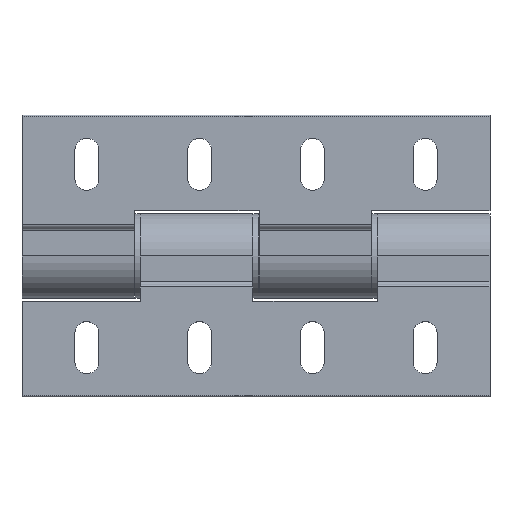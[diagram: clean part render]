
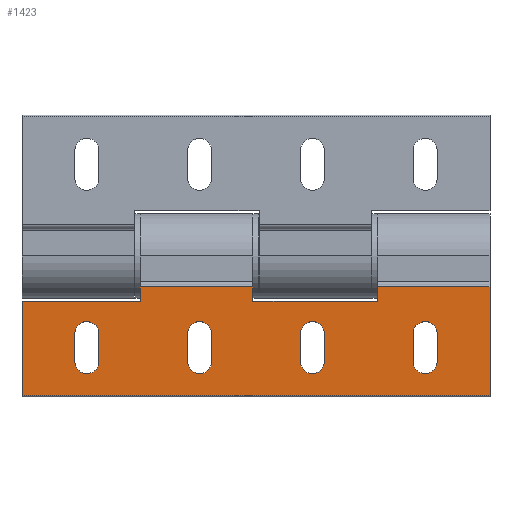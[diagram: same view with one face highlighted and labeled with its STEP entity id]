
A CAD part, top view. The second image highlights one B-rep face of the part: STEP entity #1423.
In plain terms, the highlighted face is planar.
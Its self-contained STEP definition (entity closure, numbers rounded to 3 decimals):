
#72=LINE('',#2150,#177);
#76=LINE('',#2165,#181);
#79=LINE('',#2174,#184);
#80=LINE('',#2178,#185);
#81=LINE('',#2180,#186);
#82=LINE('',#2182,#187);
#83=LINE('',#2184,#188);
#84=LINE('',#2186,#189);
#85=LINE('',#2188,#190);
#86=LINE('',#2189,#191);
#87=LINE('',#2194,#192);
#88=LINE('',#2197,#193);
#89=LINE('',#2202,#194);
#90=LINE('',#2205,#195);
#91=LINE('',#2210,#196);
#92=LINE('',#2213,#197);
#93=LINE('',#2218,#198);
#94=LINE('',#2221,#199);
#177=VECTOR('',#1712,5.);
#181=VECTOR('',#1726,42.);
#184=VECTOR('',#1735,39.9);
#185=VECTOR('',#1740,33.5);
#186=VECTOR('',#1741,166.);
#187=VECTOR('',#1742,38.5);
#188=VECTOR('',#1743,39.9);
#189=VECTOR('',#1744,5.);
#190=VECTOR('',#1745,44.2);
#191=VECTOR('',#1746,5.);
#192=VECTOR('',#1749,10.);
#193=VECTOR('',#1752,10.);
#194=VECTOR('',#1755,10.);
#195=VECTOR('',#1758,10.);
#196=VECTOR('',#1761,10.);
#197=VECTOR('',#1764,10.);
#198=VECTOR('',#1767,10.);
#199=VECTOR('',#1770,10.);
#343=FACE_BOUND('',#469,.T.);
#344=FACE_BOUND('',#470,.T.);
#345=FACE_BOUND('',#471,.T.);
#346=FACE_BOUND('',#472,.T.);
#381=FACE_OUTER_BOUND('',#468,.T.);
#468=EDGE_LOOP('',(#971,#972,#973,#974,#975,#976,#977,#978,#979,#980));
#469=EDGE_LOOP('',(#981,#982,#983,#984));
#470=EDGE_LOOP('',(#985,#986,#987,#988));
#471=EDGE_LOOP('',(#989,#990,#991,#992));
#472=EDGE_LOOP('',(#993,#994,#995,#996));
#568=CIRCLE('',#1524,4.25);
#569=CIRCLE('',#1525,4.25);
#570=CIRCLE('',#1526,4.25);
#571=CIRCLE('',#1527,4.25);
#572=CIRCLE('',#1528,4.25);
#573=CIRCLE('',#1529,4.25);
#574=CIRCLE('',#1530,4.25);
#575=CIRCLE('',#1531,4.25);
#635=VERTEX_POINT('',#2147);
#636=VERTEX_POINT('',#2149);
#642=VERTEX_POINT('',#2163);
#645=VERTEX_POINT('',#2173);
#646=VERTEX_POINT('',#2177);
#647=VERTEX_POINT('',#2179);
#648=VERTEX_POINT('',#2181);
#649=VERTEX_POINT('',#2183);
#650=VERTEX_POINT('',#2185);
#651=VERTEX_POINT('',#2187);
#652=VERTEX_POINT('',#2190);
#653=VERTEX_POINT('',#2191);
#654=VERTEX_POINT('',#2193);
#655=VERTEX_POINT('',#2195);
#656=VERTEX_POINT('',#2198);
#657=VERTEX_POINT('',#2199);
#658=VERTEX_POINT('',#2201);
#659=VERTEX_POINT('',#2203);
#660=VERTEX_POINT('',#2206);
#661=VERTEX_POINT('',#2207);
#662=VERTEX_POINT('',#2209);
#663=VERTEX_POINT('',#2211);
#664=VERTEX_POINT('',#2214);
#665=VERTEX_POINT('',#2215);
#666=VERTEX_POINT('',#2217);
#667=VERTEX_POINT('',#2219);
#762=EDGE_CURVE('',#636,#635,#72,.T.);
#770=EDGE_CURVE('',#635,#642,#76,.T.);
#774=EDGE_CURVE('',#645,#636,#79,.T.);
#776=EDGE_CURVE('',#642,#646,#80,.T.);
#777=EDGE_CURVE('',#647,#646,#81,.T.);
#778=EDGE_CURVE('',#647,#648,#82,.T.);
#779=EDGE_CURVE('',#648,#649,#83,.T.);
#780=EDGE_CURVE('',#649,#650,#84,.T.);
#781=EDGE_CURVE('',#650,#651,#85,.T.);
#782=EDGE_CURVE('',#651,#645,#86,.T.);
#783=EDGE_CURVE('',#652,#653,#568,.T.);
#784=EDGE_CURVE('',#653,#654,#87,.T.);
#785=EDGE_CURVE('',#654,#655,#569,.T.);
#786=EDGE_CURVE('',#655,#652,#88,.T.);
#787=EDGE_CURVE('',#656,#657,#570,.T.);
#788=EDGE_CURVE('',#657,#658,#89,.T.);
#789=EDGE_CURVE('',#658,#659,#571,.T.);
#790=EDGE_CURVE('',#659,#656,#90,.T.);
#791=EDGE_CURVE('',#660,#661,#572,.T.);
#792=EDGE_CURVE('',#661,#662,#91,.T.);
#793=EDGE_CURVE('',#662,#663,#573,.T.);
#794=EDGE_CURVE('',#663,#660,#92,.T.);
#795=EDGE_CURVE('',#664,#665,#574,.T.);
#796=EDGE_CURVE('',#665,#666,#93,.T.);
#797=EDGE_CURVE('',#666,#667,#575,.T.);
#798=EDGE_CURVE('',#667,#664,#94,.T.);
#971=ORIENTED_EDGE('',*,*,#762,.T.);
#972=ORIENTED_EDGE('',*,*,#770,.T.);
#973=ORIENTED_EDGE('',*,*,#776,.T.);
#974=ORIENTED_EDGE('',*,*,#777,.F.);
#975=ORIENTED_EDGE('',*,*,#778,.T.);
#976=ORIENTED_EDGE('',*,*,#779,.T.);
#977=ORIENTED_EDGE('',*,*,#780,.T.);
#978=ORIENTED_EDGE('',*,*,#781,.T.);
#979=ORIENTED_EDGE('',*,*,#782,.T.);
#980=ORIENTED_EDGE('',*,*,#774,.T.);
#981=ORIENTED_EDGE('',*,*,#783,.T.);
#982=ORIENTED_EDGE('',*,*,#784,.T.);
#983=ORIENTED_EDGE('',*,*,#785,.T.);
#984=ORIENTED_EDGE('',*,*,#786,.T.);
#985=ORIENTED_EDGE('',*,*,#787,.T.);
#986=ORIENTED_EDGE('',*,*,#788,.T.);
#987=ORIENTED_EDGE('',*,*,#789,.T.);
#988=ORIENTED_EDGE('',*,*,#790,.T.);
#989=ORIENTED_EDGE('',*,*,#791,.T.);
#990=ORIENTED_EDGE('',*,*,#792,.T.);
#991=ORIENTED_EDGE('',*,*,#793,.T.);
#992=ORIENTED_EDGE('',*,*,#794,.T.);
#993=ORIENTED_EDGE('',*,*,#795,.T.);
#994=ORIENTED_EDGE('',*,*,#796,.T.);
#995=ORIENTED_EDGE('',*,*,#797,.T.);
#996=ORIENTED_EDGE('',*,*,#798,.T.);
#1297=PLANE('',#1523);
#1423=ADVANCED_FACE('',(#381,#343,#344,#345,#346),#1297,.T.);
#1523=AXIS2_PLACEMENT_3D('',#2176,#1738,#1739);
#1524=AXIS2_PLACEMENT_3D('',#2192,#1747,#1748);
#1525=AXIS2_PLACEMENT_3D('',#2196,#1750,#1751);
#1526=AXIS2_PLACEMENT_3D('',#2200,#1753,#1754);
#1527=AXIS2_PLACEMENT_3D('',#2204,#1756,#1757);
#1528=AXIS2_PLACEMENT_3D('',#2208,#1759,#1760);
#1529=AXIS2_PLACEMENT_3D('',#2212,#1762,#1763);
#1530=AXIS2_PLACEMENT_3D('',#2216,#1765,#1766);
#1531=AXIS2_PLACEMENT_3D('',#2220,#1768,#1769);
#1712=DIRECTION('',(1.,0.,0.));
#1726=DIRECTION('',(0.,0.,-1.));
#1735=DIRECTION('',(0.,0.,-1.));
#1738=DIRECTION('center_axis',(0.,-1.,0.));
#1739=DIRECTION('ref_axis',(0.,0.,-1.));
#1740=DIRECTION('',(1.,0.,0.));
#1741=DIRECTION('',(0.,0.,-1.));
#1742=DIRECTION('',(-1.,0.,0.));
#1743=DIRECTION('',(0.,0.,-1.));
#1744=DIRECTION('',(1.,0.,0.));
#1745=DIRECTION('',(0.,0.,-1.));
#1746=DIRECTION('',(-1.,0.,0.));
#1747=DIRECTION('center_axis',(0.,1.,0.));
#1748=DIRECTION('ref_axis',(1.,0.,0.));
#1749=DIRECTION('',(1.,0.,0.));
#1750=DIRECTION('center_axis',(0.,1.,0.));
#1751=DIRECTION('ref_axis',(1.,0.,0.));
#1752=DIRECTION('',(-1.,0.,0.));
#1753=DIRECTION('center_axis',(0.,1.,0.));
#1754=DIRECTION('ref_axis',(1.,0.,0.));
#1755=DIRECTION('',(-1.,0.,0.));
#1756=DIRECTION('center_axis',(0.,1.,0.));
#1757=DIRECTION('ref_axis',(1.,0.,0.));
#1758=DIRECTION('',(1.,0.,0.));
#1759=DIRECTION('center_axis',(0.,1.,0.));
#1760=DIRECTION('ref_axis',(1.,0.,0.));
#1761=DIRECTION('',(-1.,0.,0.));
#1762=DIRECTION('center_axis',(0.,1.,0.));
#1763=DIRECTION('ref_axis',(1.,0.,0.));
#1764=DIRECTION('',(1.,0.,0.));
#1765=DIRECTION('center_axis',(0.,1.,0.));
#1766=DIRECTION('ref_axis',(1.,0.,0.));
#1767=DIRECTION('',(-1.,0.,0.));
#1768=DIRECTION('center_axis',(0.,1.,0.));
#1769=DIRECTION('ref_axis',(1.,0.,0.));
#1770=DIRECTION('',(1.,0.,0.));
#2147=CARTESIAN_POINT('',(16.,-17.,-41.));
#2149=CARTESIAN_POINT('',(11.,-17.,-41.));
#2150=CARTESIAN_POINT('',(11.,-17.,-41.));
#2163=CARTESIAN_POINT('',(16.,-17.,-83.));
#2165=CARTESIAN_POINT('',(16.,-17.,-41.));
#2173=CARTESIAN_POINT('',(11.,-17.,-1.1));
#2174=CARTESIAN_POINT('',(11.,-17.,-1.1));
#2176=CARTESIAN_POINT('Origin',(49.5,-17.,0.));
#2177=CARTESIAN_POINT('',(49.5,-17.,-83.));
#2178=CARTESIAN_POINT('',(16.,-17.,-83.));
#2179=CARTESIAN_POINT('',(49.5,-17.,83.));
#2180=CARTESIAN_POINT('',(49.5,-17.,83.));
#2181=CARTESIAN_POINT('',(11.,-17.,83.));
#2182=CARTESIAN_POINT('',(49.5,-17.,83.));
#2183=CARTESIAN_POINT('',(11.,-17.,43.1));
#2184=CARTESIAN_POINT('',(11.,-17.,83.));
#2185=CARTESIAN_POINT('',(16.,-17.,43.1));
#2186=CARTESIAN_POINT('',(11.,-17.,43.1));
#2187=CARTESIAN_POINT('',(16.,-17.,-1.1));
#2188=CARTESIAN_POINT('',(16.,-17.,43.1));
#2189=CARTESIAN_POINT('',(16.,-17.,-1.1));
#2190=CARTESIAN_POINT('',(27.5,-17.,55.75));
#2191=CARTESIAN_POINT('',(27.5,-17.,64.25));
#2192=CARTESIAN_POINT('Origin',(27.5,-17.,60.));
#2193=CARTESIAN_POINT('',(37.5,-17.,64.25));
#2194=CARTESIAN_POINT('',(27.5,-17.,64.25));
#2195=CARTESIAN_POINT('',(37.5,-17.,55.75));
#2196=CARTESIAN_POINT('Origin',(37.5,-17.,60.));
#2197=CARTESIAN_POINT('',(37.5,-17.,55.75));
#2198=CARTESIAN_POINT('',(37.5,-17.,24.25));
#2199=CARTESIAN_POINT('',(37.5,-17.,15.75));
#2200=CARTESIAN_POINT('Origin',(37.5,-17.,20.));
#2201=CARTESIAN_POINT('',(27.5,-17.,15.75));
#2202=CARTESIAN_POINT('',(37.5,-17.,15.75));
#2203=CARTESIAN_POINT('',(27.5,-17.,24.25));
#2204=CARTESIAN_POINT('Origin',(27.5,-17.,20.));
#2205=CARTESIAN_POINT('',(27.5,-17.,24.25));
#2206=CARTESIAN_POINT('',(37.5,-17.,-15.75));
#2207=CARTESIAN_POINT('',(37.5,-17.,-24.25));
#2208=CARTESIAN_POINT('Origin',(37.5,-17.,-20.));
#2209=CARTESIAN_POINT('',(27.5,-17.,-24.25));
#2210=CARTESIAN_POINT('',(37.5,-17.,-24.25));
#2211=CARTESIAN_POINT('',(27.5,-17.,-15.75));
#2212=CARTESIAN_POINT('Origin',(27.5,-17.,-20.));
#2213=CARTESIAN_POINT('',(27.5,-17.,-15.75));
#2214=CARTESIAN_POINT('',(37.5,-17.,-55.75));
#2215=CARTESIAN_POINT('',(37.5,-17.,-64.25));
#2216=CARTESIAN_POINT('Origin',(37.5,-17.,-60.));
#2217=CARTESIAN_POINT('',(27.5,-17.,-64.25));
#2218=CARTESIAN_POINT('',(37.5,-17.,-64.25));
#2219=CARTESIAN_POINT('',(27.5,-17.,-55.75));
#2220=CARTESIAN_POINT('Origin',(27.5,-17.,-60.));
#2221=CARTESIAN_POINT('',(27.5,-17.,-55.75));
